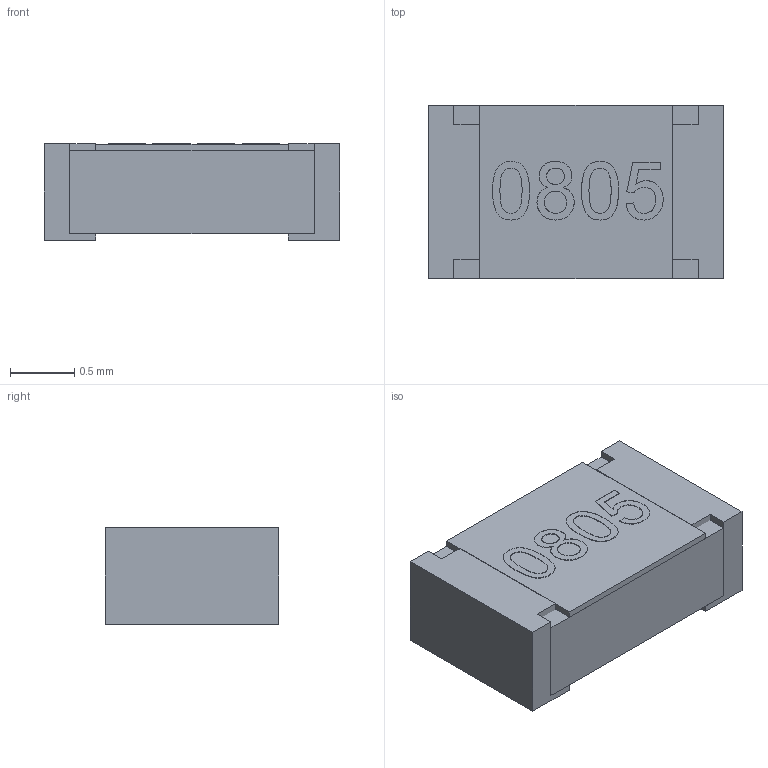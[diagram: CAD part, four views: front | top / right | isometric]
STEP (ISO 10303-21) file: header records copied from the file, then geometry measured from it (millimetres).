
FILE_DESCRIPTION (( 'STEP AP214' ), '1' );
FILE_NAME ('User Library-Generic 0805 Chip Resistor.STEP', '2019-03-27T19:57:00', ( '' ), ( '' ), 'SwSTEP 2.0', 'SolidWorks 2019', '' );
FILE_SCHEMA (( 'AUTOMOTIVE_DESIGN' ));
Length unit declared in the file: inch
Products named in the file (1): User Library-Generic 0805 Chip Resistor
Bounding box: 2.3 x 1.35 x 0.75 mm (x, y, z)
Surface area: 21.6 mm2
Topology: 8 solids, 8 shells, 96 faces, 240 edges, 160 vertices
Faces by surface type: plane 51, bspline 45
Entity records: 5571 total; most frequent: CARTESIAN_POINT 3446, ORIENTED_EDGE 480, DIRECTION 254, EDGE_CURVE 240, VERTEX_POINT 160, VECTOR 150, LINE 150, EDGE_LOOP 104
